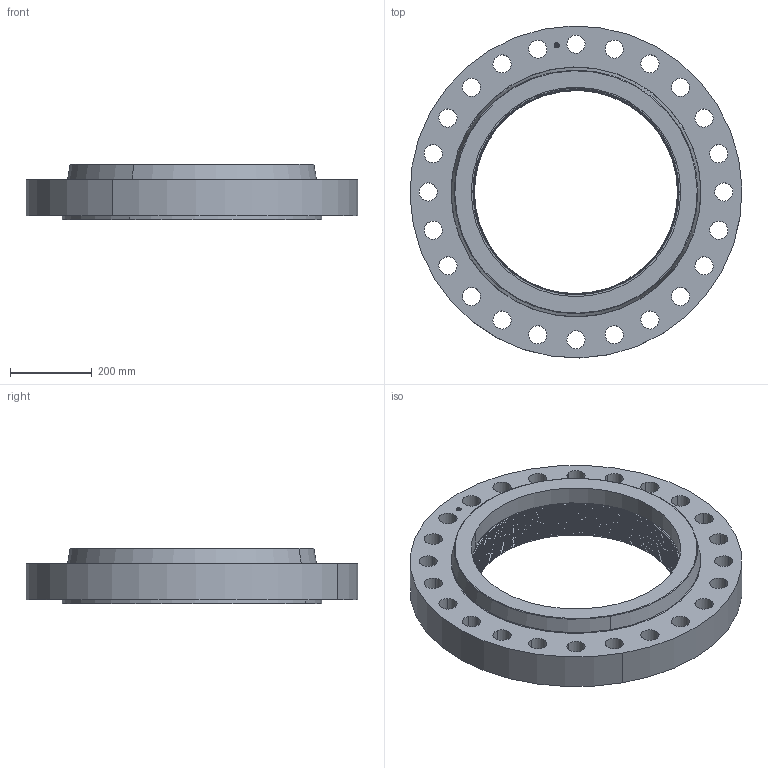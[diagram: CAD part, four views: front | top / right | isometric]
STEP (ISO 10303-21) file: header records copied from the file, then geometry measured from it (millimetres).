
FILE_DESCRIPTION(('3D STEP'),'2;1');
FILE_NAME('20-600-THREADED-RTJ-FLANGE.stp','2013-01-28T00:42:49+00:00',('Texas Flange'),(''),'CATIA Version 5 Release 20 SP 6 (IN-10)','CATIA V5 STEP AP214','800-826-3801');
FILE_SCHEMA(('AUTOMOTIVE_DESIGN { 1 0 10303 214 1 1 1 1 }'));
Length unit declared in the file: inch
Products named in the file (1): 20-600-THREADED-RTJ-FLANGE
Bounding box: 812.57 x 812.57 x 136.53 mm (x, y, z)
Volume: 29151593.4 mm3; surface area: 1536762.2 mm2
Topology: 1 solids, 1 shells, 757 faces, 1959 edges, 1226 vertices
Faces by surface type: plane 372, bspline 238, cylinder 74, cone 65, torus 8
Entity records: 31107 total; most frequent: CARTESIAN_POINT 12444, ORIENTED_EDGE 3918, DIRECTION 2142, EDGE_CURVE 1959, VERTEX_POINT 1226, VECTOR 1182, LINE 1182, EDGE_LOOP 829
